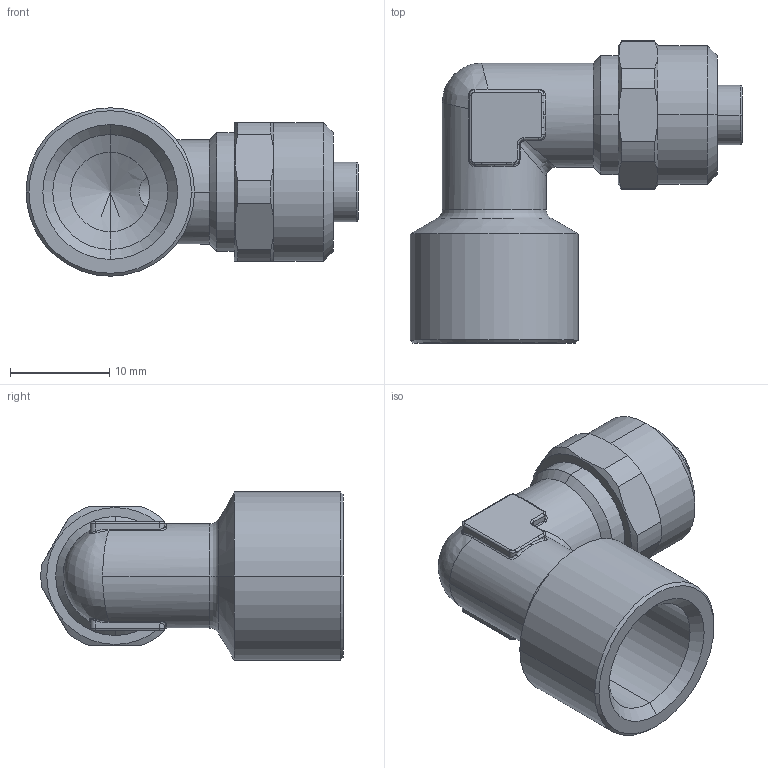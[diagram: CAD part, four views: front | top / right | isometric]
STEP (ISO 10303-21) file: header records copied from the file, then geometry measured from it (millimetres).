
FILE_DESCRIPTION (( 'STEP AP203' ), '1' );
FILE_NAME ('02070042.STEP', '2011-09-28T09:58:01', ( '' ), ( 'sopra-pneumatic' ), 'SwSTEP 2.0', 'SolidWorks 2011', '' );
FILE_SCHEMA (( 'CONFIG_CONTROL_DESIGN' ));
Length unit declared in the file: millimetre
Products named in the file (1): 02070042
Bounding box: 33.5 x 30.49 x 17 mm (x, y, z)
Volume: 4086.4 mm3; surface area: 3508 mm2
Topology: 1 solids, 1 shells, 167 faces, 389 edges, 225 vertices
Faces by surface type: cylinder 64, plane 29, cone 26, bspline 26, torus 22
Entity records: 5509 total; most frequent: CARTESIAN_POINT 1796, ORIENTED_EDGE 774, DIRECTION 768, EDGE_CURVE 387, AXIS2_PLACEMENT_3D 321, VERTEX_POINT 225, CIRCLE 179, EDGE_LOOP 172
